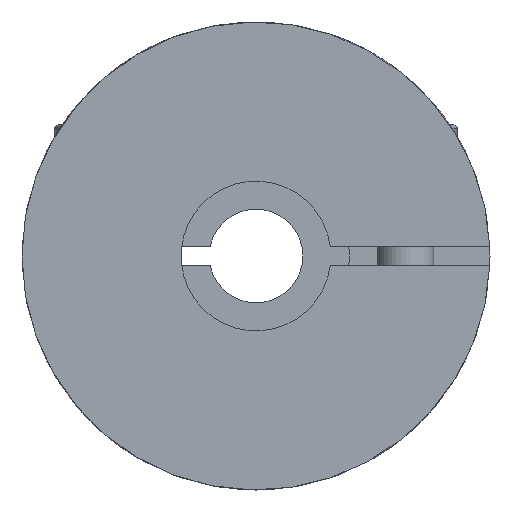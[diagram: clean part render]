
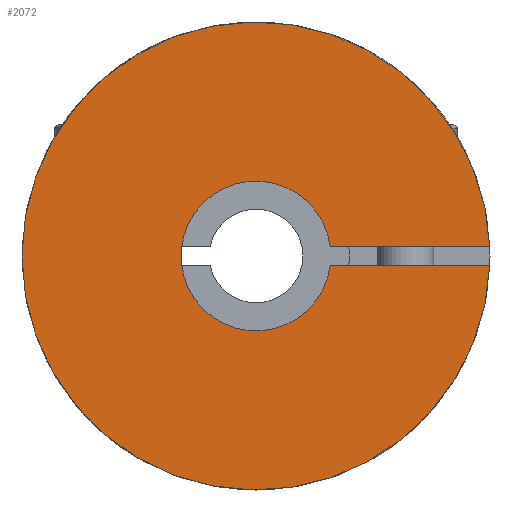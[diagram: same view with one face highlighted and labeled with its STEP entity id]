
A CAD part, left-side view. The second image highlights one B-rep face of the part: STEP entity #2072.
In plain terms, the highlighted planar face has unit normal (-1, 0, 0).
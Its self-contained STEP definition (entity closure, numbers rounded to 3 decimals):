
#46=CIRCLE('',#2193,4.);
#76=CIRCLE('',#2237,12.5);
#213=FACE_OUTER_BOUND('',#329,.T.);
#329=EDGE_LOOP('',(#1404,#1405,#1406,#1407));
#449=LINE('',#3073,#632);
#468=LINE('',#3219,#651);
#632=VECTOR('',#2446,1000.);
#651=VECTOR('',#2531,1000.);
#813=VERTEX_POINT('',#3060);
#815=VERTEX_POINT('',#3063);
#818=VERTEX_POINT('',#3071);
#856=VERTEX_POINT('',#3218);
#1006=EDGE_CURVE('',#815,#813,#46,.T.);
#1011=EDGE_CURVE('',#818,#813,#449,.T.);
#1055=EDGE_CURVE('',#815,#856,#468,.T.);
#1072=EDGE_CURVE('',#818,#856,#76,.T.);
#1404=ORIENTED_EDGE('',*,*,#1006,.T.);
#1405=ORIENTED_EDGE('',*,*,#1011,.F.);
#1406=ORIENTED_EDGE('',*,*,#1072,.T.);
#1407=ORIENTED_EDGE('',*,*,#1055,.F.);
#1887=PLANE('',#2238);
#2072=ADVANCED_FACE('',(#213),#1887,.F.);
#2193=AXIS2_PLACEMENT_3D('',#3064,#2437,#2438);
#2237=AXIS2_PLACEMENT_3D('',#3269,#2558,#2559);
#2238=AXIS2_PLACEMENT_3D('',#3302,#2560,#2561);
#2437=DIRECTION('center_axis',(1.,0.,0.));
#2438=DIRECTION('ref_axis',(0.,0.,
-1.));
#2446=DIRECTION('',(0.,1.,0.));
#2531=DIRECTION('',(0.,-1.,0.));
#2558=DIRECTION('center_axis',(-1.,0.,0.));
#2559=DIRECTION('ref_axis',(0.,-1.,0.));
#2560=DIRECTION('center_axis',(1.,0.,0.));
#2561=DIRECTION('ref_axis',(0.,0.,-1.));
#3060=CARTESIAN_POINT('',(0.,-3.969,0.5));
#3063=CARTESIAN_POINT('',(0.,-3.969,-0.5));
#3064=CARTESIAN_POINT('Origin',(0.,0.,
0.));
#3071=CARTESIAN_POINT('',(0.,-12.49,0.5));
#3073=CARTESIAN_POINT('',(0.,-1.287,0.5));
#3218=CARTESIAN_POINT('',(0.,-12.49,-0.5));
#3219=CARTESIAN_POINT('',(0.,-1.287,-0.5));
#3269=CARTESIAN_POINT('Origin',(0.,0.,
0.));
#3302=CARTESIAN_POINT('Origin',(0.,0.,
2.));
